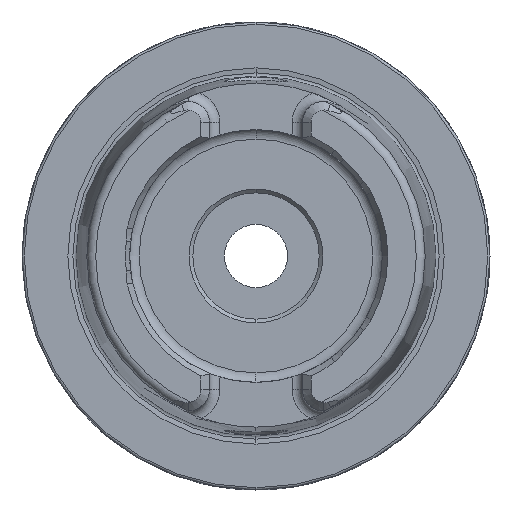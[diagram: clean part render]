
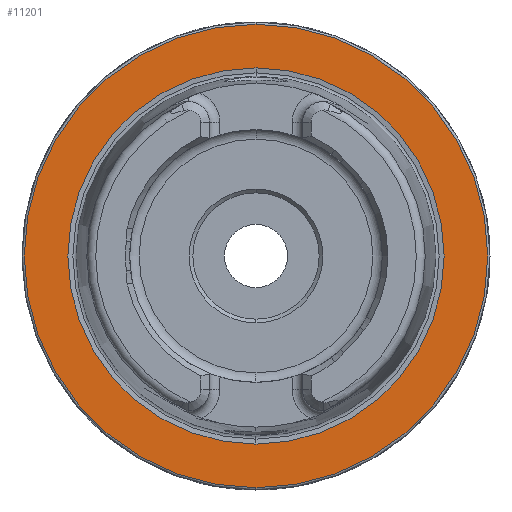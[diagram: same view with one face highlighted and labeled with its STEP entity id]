
A CAD part, left-side view. The second image highlights one B-rep face of the part: STEP entity #11201.
In plain terms, the highlighted planar face has unit normal (-1, 0, 0).
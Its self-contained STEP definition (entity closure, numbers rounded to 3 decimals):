
#200 = CARTESIAN_POINT ( 'NONE',  ( 0., 0., 31.2 ) ) ;
#331 = CARTESIAN_POINT ( 'NONE',  ( 0., 0., 25.324 ) ) ;
#333 = CARTESIAN_POINT ( 'NONE',  ( 0., 0., -31.2 ) ) ;
#337 = CARTESIAN_POINT ( 'NONE',  ( 0., 0., -25.324 ) ) ;
#2555 = CARTESIAN_POINT ( 'NONE',  ( 0., 0., 0. ) ) ;
#2556 = DIRECTION ( 'NONE',  ( -1., 0., 0. ) ) ;
#2557 = DIRECTION ( 'NONE',  ( 0., 0., 1. ) ) ;
#4226 = EDGE_CURVE ( 'NONE', #9990, #9180, #8561, .T. ) ;
#4233 = EDGE_CURVE ( 'NONE', #9989, #9994, #9392, .T. ) ;
#4930 = AXIS2_PLACEMENT_3D ( 'NONE', #5790, #5778, #5795 ) ;
#5142 = CIRCLE ( 'NONE', #5147, 25.324 ) ;
#5147 = AXIS2_PLACEMENT_3D ( 'NONE', #7741, #7742, #7743 ) ;
#5163 = CIRCLE ( 'NONE', #5166, 31.2 ) ;
#5166 = AXIS2_PLACEMENT_3D ( 'NONE', #7778, #7779, #7780 ) ;
#5310 = EDGE_LOOP ( 'NONE', ( #9917, #9918 ) ) ;
#5313 = EDGE_LOOP ( 'NONE', ( #9919, #9920 ) ) ;
#5776 = FACE_OUTER_BOUND ( 'NONE', #5313, .T. ) ;
#5778 = DIRECTION ( 'NONE',  ( 1., 0., 0. ) ) ;
#5790 = CARTESIAN_POINT ( 'NONE',  ( 0., 31.2, 0. ) ) ;
#5791 = FACE_BOUND ( 'NONE', #5310, .T. ) ;
#5793 = PLANE ( 'NONE',  #4930 ) ;
#5795 = DIRECTION ( 'NONE',  ( 0., 0., -1. ) ) ;
#7741 = CARTESIAN_POINT ( 'NONE',  ( 0., 0., 0. ) ) ;
#7742 = DIRECTION ( 'NONE',  ( -1., 0., 0. ) ) ;
#7743 = DIRECTION ( 'NONE',  ( 0., 0., 1. ) ) ;
#7778 = CARTESIAN_POINT ( 'NONE',  ( 0., 0., 0. ) ) ;
#7779 = DIRECTION ( 'NONE',  ( -1., 0., 0. ) ) ;
#7780 = DIRECTION ( 'NONE',  ( 0., 0., 1. ) ) ;
#8556 = AXIS2_PLACEMENT_3D ( 'NONE', #9040, #9041, #9042 ) ;
#8561 = CIRCLE ( 'NONE', #8556, 31.2 ) ;
#9040 = CARTESIAN_POINT ( 'NONE',  ( 0., 0., 0. ) ) ;
#9041 = DIRECTION ( 'NONE',  ( -1., 0., 0. ) ) ;
#9042 = DIRECTION ( 'NONE',  ( 0., 0., 1. ) ) ;
#9180 = VERTEX_POINT ( 'NONE', #200 ) ;
#9392 = CIRCLE ( 'NONE', #9400, 25.324 ) ;
#9400 = AXIS2_PLACEMENT_3D ( 'NONE', #2555, #2556, #2557 ) ;
#9917 = ORIENTED_EDGE ( 'NONE', *, *, #4233, .F. ) ;
#9918 = ORIENTED_EDGE ( 'NONE', *, *, #11337, .F. ) ;
#9919 = ORIENTED_EDGE ( 'NONE', *, *, #11349, .T. ) ;
#9920 = ORIENTED_EDGE ( 'NONE', *, *, #4226, .T. ) ;
#9989 = VERTEX_POINT ( 'NONE', #331 ) ;
#9990 = VERTEX_POINT ( 'NONE', #333 ) ;
#9994 = VERTEX_POINT ( 'NONE', #337 ) ;
#11201 = ADVANCED_FACE ( 'NONE', ( #5791, #5776 ), #5793, .F. ) ;
#11337 = EDGE_CURVE ( 'NONE', #9994, #9989, #5142, .T. ) ;
#11349 = EDGE_CURVE ( 'NONE', #9180, #9990, #5163, .T. ) ;
